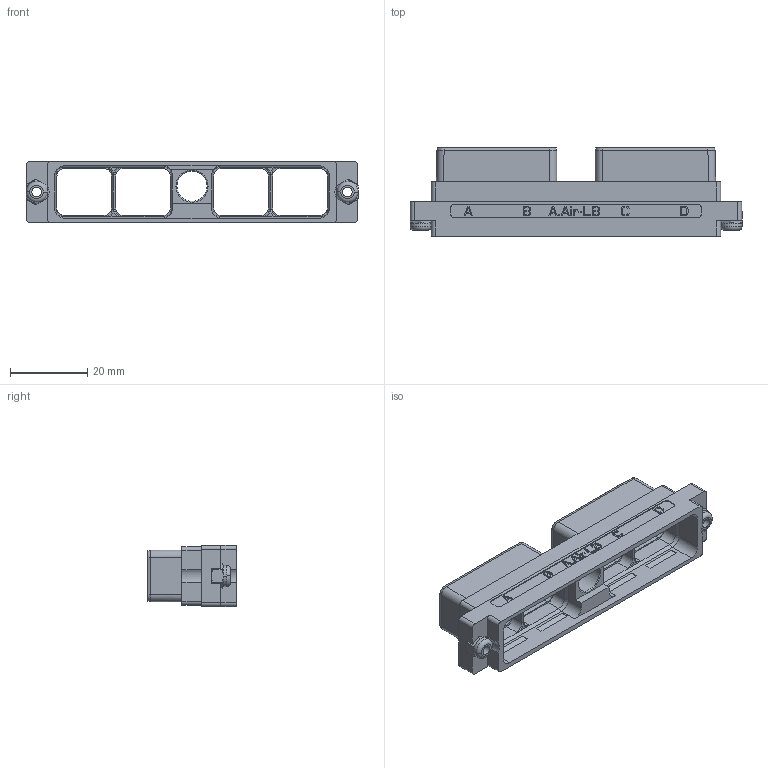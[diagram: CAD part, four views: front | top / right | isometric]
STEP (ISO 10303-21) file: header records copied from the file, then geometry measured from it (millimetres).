
FILE_DESCRIPTION((''),'2;1');
FILE_NAME('SIM2S83','2019-09-13T',('presta_be4'),(''),'PRO/ENGINEER BY PARAMETRIC TECHNOLOGY CORPORATION, 2014310','PRO/ENGINEER BY PARAMETRIC TECHNOLOGY CORPORATION, 2014310','');
FILE_SCHEMA(('CONFIG_CONTROL_DESIGN'));
Length unit declared in the file: millimetre
Products named in the file (1): SIM2S83
Bounding box: 86 x 22.98 x 15.9 mm (x, y, z)
Volume: 6600.8 mm3; surface area: 10282.2 mm2
Topology: 1 solids, 1 shells, 835 faces, 2252 edges, 1460 vertices
Faces by surface type: plane 653, cylinder 96, cone 52, torus 30, bspline 4
Entity records: 26812 total; most frequent: CARTESIAN_POINT 5778, ORIENTED_EDGE 4504, DIRECTION 4088, EDGE_CURVE 2252, VECTOR 1876, LINE 1876, VERTEX_POINT 1460, AXIS2_PLACEMENT_3D 1106
